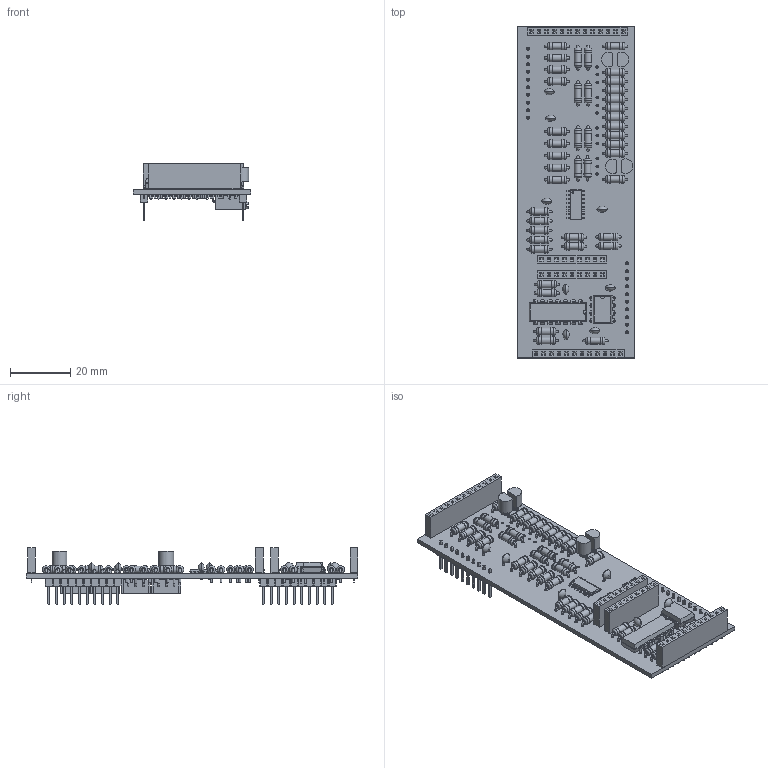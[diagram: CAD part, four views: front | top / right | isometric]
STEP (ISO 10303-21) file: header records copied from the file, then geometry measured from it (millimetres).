
FILE_DESCRIPTION(('KiCad electronic assembly'),'2;1');
FILE_NAME('middle-board.step','2025-11-04T17:08:57',('Pcbnew'),('Kicad') ,'Open CASCADE STEP processor 7.6','KiCad to STEP converter','Unknown' );
FILE_SCHEMA(('AUTOMOTIVE_DESIGN { 1 0 10303 214 1 1 1 1 }'));
Length unit declared in the file: millimetre
Products named in the file (18): middle-board 1; R_Axial_DIN0207_L6.3mm_D2.5mm_P7.62mm_Horizontal; C_Disc_D3.4mm_W2.1mm_P2.50mm; DIP-14_W7.62mm; PinSocket_1x09_P2.54mm_Vertical; PinSocket_1x13_P2.54mm_Vertical; DIP-8_W7.62mm; TO-92_Inline; JEITA_SOIC-16_3.9x9.9mm_P1.27mm; PinSocket_1x12_P2.54mm_Vertical; PinHeader_1x10_P2.54mm_Vertical; Potentiometer_Bourns_3296W_Horizontal; Shell001; Body; Body001; Body002; Shell; middle-board_PCB
Assembly tree (74 placements, depth 3):
  middle-board 1
    R_Axial_DIN0207_L6.3mm_D2.5mm_P7.62mm_Horizontal  x43
    C_Disc_D3.4mm_W2.1mm_P2.50mm  x8
    DIP-14_W7.62mm
    PinSocket_1x09_P2.54mm_Vertical  x2
    PinSocket_1x13_P2.54mm_Vertical
    DIP-8_W7.62mm
    TO-92_Inline  x4
    JEITA_SOIC-16_3.9x9.9mm_P1.27mm
    PinSocket_1x12_P2.54mm_Vertical
    PinHeader_1x10_P2.54mm_Vertical  x2
    Potentiometer_Bourns_3296W_Horizontal  x4
      Shell001
      Body
      Body001
      Body002
      Shell
    middle-board_PCB
Bounding box: 39 x 110 x 18.72 mm (x, y, z)
Volume: 11191.3 mm3; surface area: 20728.1 mm2
Topology: 77 solids, 85 shells, 3525 faces, 8461 edges, 5397 vertices
Faces by surface type: plane 2615, cylinder 616, torus 184, bspline 62, revolution 32, sphere 16
Full cylindrical faces by diameter (mm): 0.5 x16, 0.52 x24, 0.6 x86, 0.75 x12, 0.8 x136, 1 x63, 2.19 x4, 2.25 x43, 2.5 x86
Entity records: 67439 total; most frequent: CARTESIAN_POINT 13152, ORIENTED_EDGE 11202, DIRECTION 10521, EDGE_CURVE 5604, LINE 4819, VECTOR 4819, VERTEX_POINT 3602, AXIS2_PLACEMENT_3D 2849
